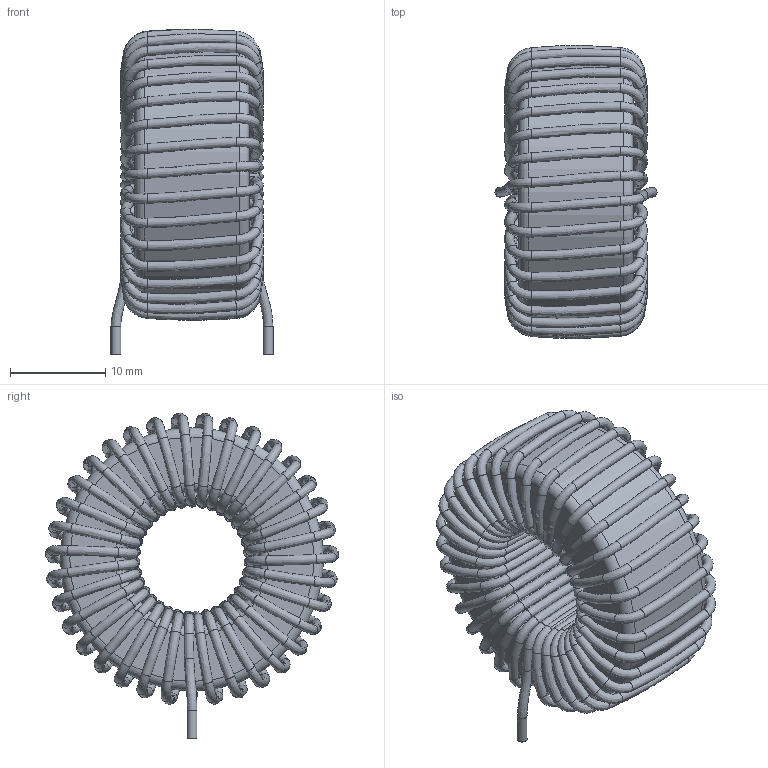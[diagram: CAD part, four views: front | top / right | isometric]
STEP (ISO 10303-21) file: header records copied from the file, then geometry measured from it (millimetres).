
FILE_DESCRIPTION(/* description */ (''),/* implementation_level */ '2;1');
FILE_NAME(/* name */ 'Ind500uH.stp',/* time_stamp */ '2023-02-05T12:42:12+03:00',/* author */ ('Mikhail'),/* organization */ (''),/* preprocessor_version */ 'ST-DEVELOPER v19.2',/* originating_system */ 'Autodesk Inventor 2023',/* authorisation */ '');
FILE_SCHEMA (('AUTOMOTIVE_DESIGN { 1 0 10303 214 3 1 1 }'));
Length unit declared in the file: millimetre
Products named in the file (1): Ind500uH
Bounding box: 17.04 x 30.82 x 34.23 mm (x, y, z)
Volume: 6404.6 mm3; surface area: 6804.8 mm2
Topology: 4 solids, 4 shells, 303 faces, 603 edges, 309 vertices
Faces by surface type: bspline 281, plane 10, cylinder 8, torus 4
Full cylindrical faces by diameter (mm): 1 x4, 1.04 x2, 14.1 x1, 27.7 x1
Entity records: 20471 total; most frequent: CARTESIAN_POINT 15429, ORIENTED_EDGE 1206, DIRECTION 670, EDGE_CURVE 603, AXIS2_PLACEMENT_3D 331, CIRCLE 308, VERTEX_POINT 308, EDGE_LOOP 307
